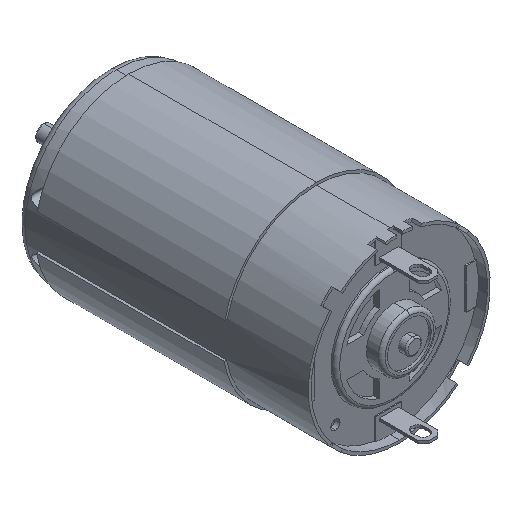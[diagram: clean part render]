
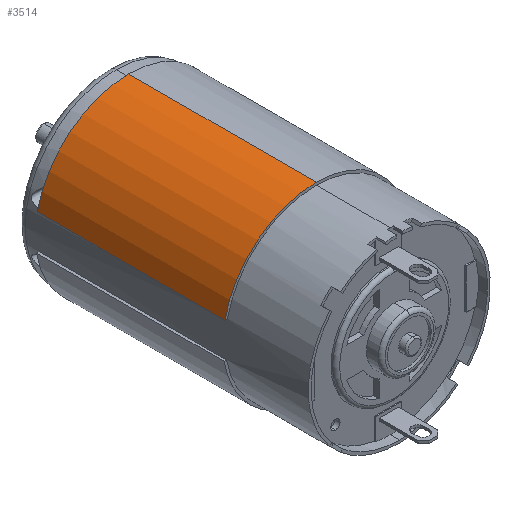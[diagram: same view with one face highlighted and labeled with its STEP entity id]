
A CAD part, isometric view. The second image highlights one B-rep face of the part: STEP entity #3514.
In plain terms, the highlighted cylindrical face has radius 18.5 mm (diameter 37 mm), a partial arc.
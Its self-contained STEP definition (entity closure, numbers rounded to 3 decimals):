
#6 = DIRECTION ( 'NONE',  ( 0., 1., 0. ) ) ;
#113 = DIRECTION ( 'NONE',  ( 0., 0., 1. ) ) ;
#198 = DIRECTION ( 'NONE',  ( 0., 1., 0. ) ) ;
#207 = ORIENTED_EDGE ( 'NONE', *, *, #1677, .F. ) ;
#413 = CIRCLE ( 'NONE', #1108, 18.5 ) ;
#506 = DIRECTION ( 'NONE',  ( 0., 1., 0. ) ) ;
#756 = CARTESIAN_POINT ( 'NONE',  ( 0., 16.4, 0. ) ) ;
#777 = VERTEX_POINT ( 'NONE', #5006 ) ;
#823 = CARTESIAN_POINT ( 'NONE',  ( 0., 16.4, 18.5 ) ) ;
#1108 = AXIS2_PLACEMENT_3D ( 'NONE', #3390, #6, #4596 ) ;
#1574 = VECTOR ( 'NONE', #506, 1000. ) ;
#1623 = EDGE_LOOP ( 'NONE', ( #4404, #2096, #207, #3636 ) ) ;
#1649 = LINE ( 'NONE', #4118, #1574 ) ;
#1677 = EDGE_CURVE ( 'NONE', #777, #2368, #413, .T. ) ;
#2096 = ORIENTED_EDGE ( 'NONE', *, *, #4220, .T. ) ;
#2166 = VERTEX_POINT ( 'NONE', #2526 ) ;
#2188 = EDGE_CURVE ( 'NONE', #2166, #4522, #4960, .T. ) ;
#2275 = DIRECTION ( 'NONE',  ( 0., 1., 0. ) ) ;
#2359 = DIRECTION ( 'NONE',  ( 0., 0., 1. ) ) ;
#2368 = VERTEX_POINT ( 'NONE', #4554 ) ;
#2526 = CARTESIAN_POINT ( 'NONE',  ( -18.078, 16.4, 3.928 ) ) ;
#2594 = AXIS2_PLACEMENT_3D ( 'NONE', #756, #2275, #2359 ) ;
#2759 = FACE_OUTER_BOUND ( 'NONE', #1623, .T. ) ;
#3326 = AXIS2_PLACEMENT_3D ( 'NONE', #3386, #3784, #113 ) ;
#3386 = CARTESIAN_POINT ( 'NONE',  ( 0., 16.4, 0. ) ) ;
#3390 = CARTESIAN_POINT ( 'NONE',  ( 0., 53.5, 0. ) ) ;
#3440 = CARTESIAN_POINT ( 'NONE',  ( -18.078, 16.4, 3.928 ) ) ;
#3514 = ADVANCED_FACE ( 'NONE', ( #2759 ), #4854, .T. ) ;
#3636 = ORIENTED_EDGE ( 'NONE', *, *, #4691, .F. ) ;
#3784 = DIRECTION ( 'NONE',  ( 0., 1., 0. ) ) ;
#4027 = VECTOR ( 'NONE', #198, 1000. ) ;
#4118 = CARTESIAN_POINT ( 'NONE',  ( 0., 16.4, 18.5 ) ) ;
#4220 = EDGE_CURVE ( 'NONE', #4522, #2368, #1649, .T. ) ;
#4404 = ORIENTED_EDGE ( 'NONE', *, *, #2188, .T. ) ;
#4522 = VERTEX_POINT ( 'NONE', #823 ) ;
#4554 = CARTESIAN_POINT ( 'NONE',  ( 0., 53.5, 18.5 ) ) ;
#4596 = DIRECTION ( 'NONE',  ( 0., 0., 1. ) ) ;
#4691 = EDGE_CURVE ( 'NONE', #2166, #777, #5110, .T. ) ;
#4854 = CYLINDRICAL_SURFACE ( 'NONE', #2594, 18.5 ) ;
#4960 = CIRCLE ( 'NONE', #3326, 18.5 ) ;
#5006 = CARTESIAN_POINT ( 'NONE',  ( -18.078, 53.5, 3.928 ) ) ;
#5110 = LINE ( 'NONE', #3440, #4027 ) ;
